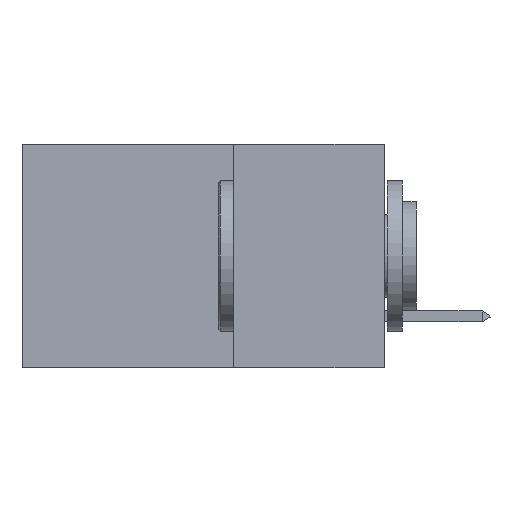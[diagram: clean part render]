
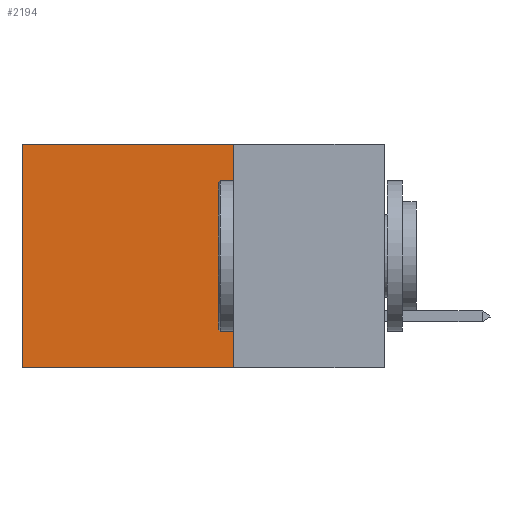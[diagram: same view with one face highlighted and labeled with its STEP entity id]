
A CAD part, left-side view. The second image highlights one B-rep face of the part: STEP entity #2194.
In plain terms, the highlighted planar face has unit normal (-1, 0, 0).
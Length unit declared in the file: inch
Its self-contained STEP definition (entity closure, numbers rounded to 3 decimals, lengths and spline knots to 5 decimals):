
#135 = CARTESIAN_POINT ( 'NONE',  ( 0.2875, 0.25, 0. ) ) ;
#834 = EDGE_CURVE ( 'NONE', #6322, #8859, #3230, .T. ) ;
#910 = CARTESIAN_POINT ( 'NONE',  ( 0.2875, 0.25, 0. ) ) ;
#1790 = ORIENTED_EDGE ( 'NONE', *, *, #7409, .F. ) ;
#2194 = ADVANCED_FACE ( 'NONE', ( #11976 ), #11959, .F. ) ;
#2797 = VERTEX_POINT ( 'NONE', #8527 ) ;
#2850 = CARTESIAN_POINT ( 'NONE',  ( 0.2875, 0.25, 0. ) ) ;
#2985 = ORIENTED_EDGE ( 'NONE', *, *, #4043, .F. ) ;
#3230 = LINE ( 'NONE', #3735, #5474 ) ;
#3735 = CARTESIAN_POINT ( 'NONE',  ( 0.2875, 0.6, 0. ) ) ;
#4043 = EDGE_CURVE ( 'NONE', #2797, #11999, #12953, .T. ) ;
#4655 = CARTESIAN_POINT ( 'NONE',  ( 0.2875, 0.6, 0. ) ) ;
#5474 = VECTOR ( 'NONE', #11626, 39.37008 ) ;
#5579 = DIRECTION ( 'NONE',  ( 0., 0., -1. ) ) ;
#6301 = LINE ( 'NONE', #135, #11200 ) ;
#6322 = VERTEX_POINT ( 'NONE', #4655 ) ;
#7409 = EDGE_CURVE ( 'NONE', #11999, #8859, #8234, .T. ) ;
#7459 = DIRECTION ( 'NONE',  ( 0., 1., 0. ) ) ;
#7813 = ORIENTED_EDGE ( 'NONE', *, *, #834, .T. ) ;
#7909 = DIRECTION ( 'NONE',  ( 0., 1., 0. ) ) ;
#7990 = EDGE_CURVE ( 'NONE', #2797, #6322, #6301, .T. ) ;
#8234 = LINE ( 'NONE', #8498, #8888 ) ;
#8406 = ORIENTED_EDGE ( 'NONE', *, *, #7990, .T. ) ;
#8474 = DIRECTION ( 'NONE',  ( 0., 0., -1. ) ) ;
#8498 = CARTESIAN_POINT ( 'NONE',  ( 0.2875, 0.25, -0.37 ) ) ;
#8527 = CARTESIAN_POINT ( 'NONE',  ( 0.2875, 0.25, 0. ) ) ;
#8671 = CARTESIAN_POINT ( 'NONE',  ( 0.2875, 0.6, -0.37 ) ) ;
#8695 = EDGE_LOOP ( 'NONE', ( #7813, #1790, #2985, #8406 ) ) ;
#8859 = VERTEX_POINT ( 'NONE', #8671 ) ;
#8888 = VECTOR ( 'NONE', #7459, 39.37008 ) ;
#11200 = VECTOR ( 'NONE', #7909, 39.37008 ) ;
#11534 = VECTOR ( 'NONE', #8474, 39.37008 ) ;
#11626 = DIRECTION ( 'NONE',  ( 0., 0., -1. ) ) ;
#11959 = PLANE ( 'NONE',  #13753 ) ;
#11976 = FACE_OUTER_BOUND ( 'NONE', #8695, .T. ) ;
#11999 = VERTEX_POINT ( 'NONE', #12598 ) ;
#12277 = DIRECTION ( 'NONE',  ( 1., 0., 0. ) ) ;
#12598 = CARTESIAN_POINT ( 'NONE',  ( 0.2875, 0.25, -0.37 ) ) ;
#12953 = LINE ( 'NONE', #2850, #11534 ) ;
#13753 = AXIS2_PLACEMENT_3D ( 'NONE', #910, #12277, #5579 ) ;
